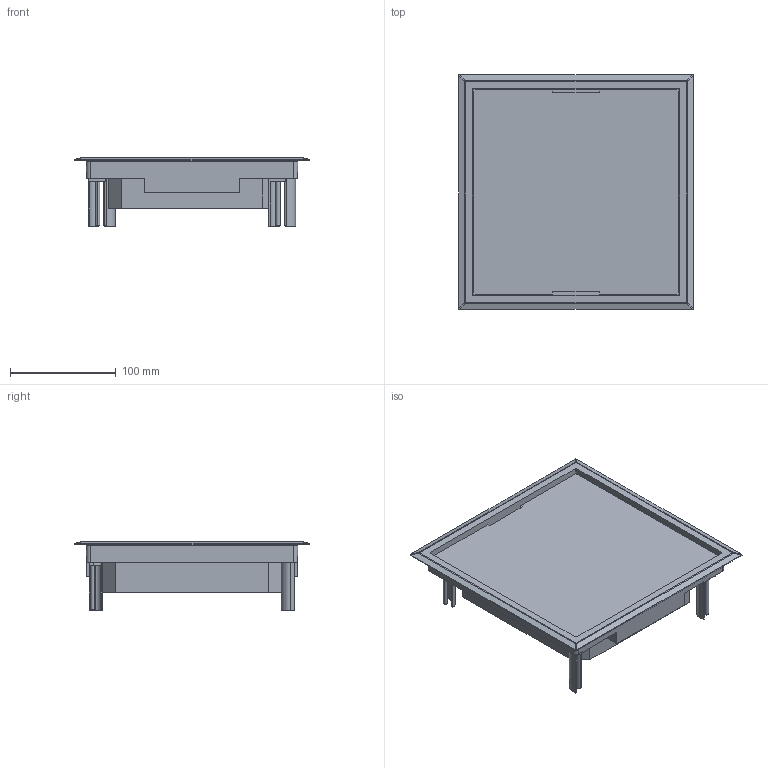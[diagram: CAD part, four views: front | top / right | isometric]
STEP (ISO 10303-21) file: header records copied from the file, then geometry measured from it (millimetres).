
FILE_DESCRIPTION (( 'STEP AP214' ), '1' );
FILE_NAME ('7406701_KSTP1.stp', '2016-05-03T13:14:34', ( '' ), ( '' ), 'SwSTEP 2.0', 'SolidWorks 2014', '' );
FILE_SCHEMA (( 'AUTOMOTIVE_DESIGN' ));
Length unit declared in the file: inch
Products named in the file (6): 042781_Standard; 7406701_KSTP1; 047200_Standard; 047199_Standard; 42954B_Standard; 39405602T1_Standard
Assembly tree (8 placements, depth 2):
  7406701_KSTP1
    042781_Standard
    39405602T1_Standard  x4
    42954B_Standard
    047199_Standard
    047200_Standard
Bounding box: 222 x 222 x 65 mm (x, y, z)
Volume: 434222.2 mm3; surface area: 308070.3 mm2
Topology: 8 solids, 8 shells, 324 faces, 839 edges, 538 vertices
Faces by surface type: plane 211, cylinder 64, bspline 33, cone 16
Entity records: 10636 total; most frequent: CARTESIAN_POINT 1751, ORIENTED_EDGE 1214, DIRECTION 1089, EDGE_CURVE 607, VECTOR 475, LINE 475, VERTEX_POINT 394, AXIS2_PLACEMENT_3D 307
